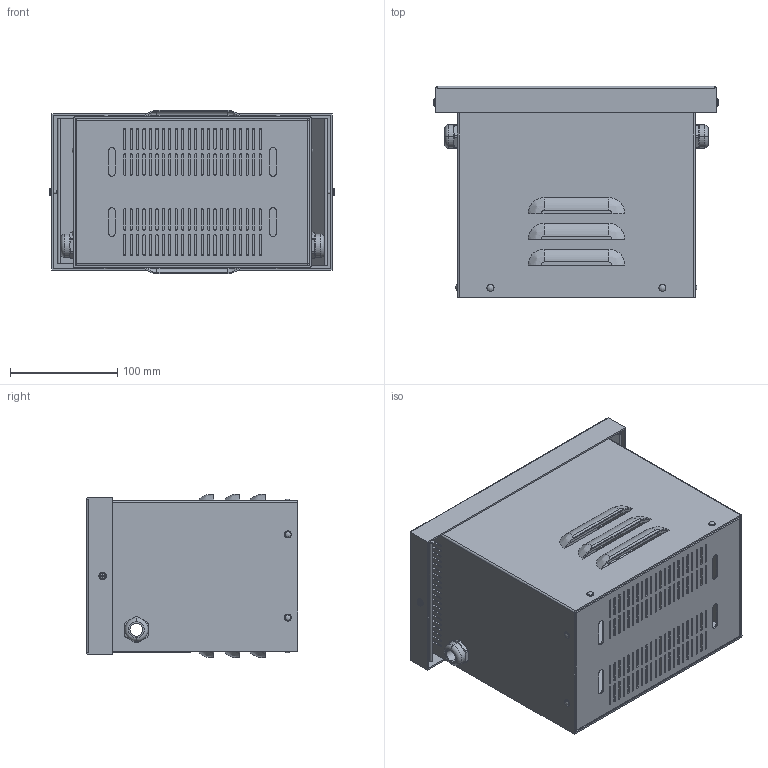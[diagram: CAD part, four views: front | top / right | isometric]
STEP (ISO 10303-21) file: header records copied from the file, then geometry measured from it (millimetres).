
FILE_DESCRIPTION(/* description */ (''),/* implementation_level */ '2;1');
FILE_NAME(/* name */ 'XMN02150623.stp',/* time_stamp */ '2022-10-27T13:51:08+02:00',/* author */ ('velazquez'),/* organization */ (''),/* preprocessor_version */ 'ST-DEVELOPER v19.2',/* originating_system */ 'Autodesk Inventor 2023',/* authorisation */ '');
FILE_SCHEMA (('AUTOMOTIVE_DESIGN { 1 0 10303 214 3 1 1 }'));
Length unit declared in the file: millimetre
Products named in the file (8): XMN02150623; CUERPO CAJA 1-2KVA NACIONAL; BASE CAJA 1-2KVA NACIONAL; TAPA SUPERIOR CAJA 1-2KVA NACIONAL; IFI 521 - 41, TPHSSPMBR; PLACA CARACTERISTICAS; ISO 7045 - M3,5 x 5 - 4.8 - H; 1411173
Assembly tree (16 placements, depth 2):
  XMN02150623
    CUERPO CAJA 1-2KVA NACIONAL
    BASE CAJA 1-2KVA NACIONAL
    TAPA SUPERIOR CAJA 1-2KVA NACIONAL
    IFI 521 - 41, TPHSSPMBR  x8
    PLACA CARACTERISTICAS
    ISO 7045 - M3,5 x 5 - 4.8 - H  x2
    1411173  x2
Bounding box: 266.14 x 196.5 x 152 mm (x, y, z)
Volume: 410033.1 mm3; surface area: 529007.1 mm2
Topology: 16 solids, 16 shells, 1025 faces, 2758 edges, 1769 vertices
Faces by surface type: plane 479, cylinder 416, cone 52, bspline 40, torus 28, sphere 10
Full cylindrical faces by diameter (mm): 3 x4, 3.175 x2, 3.2 x8, 3.5 x2, 4 x24, 18 x2
Entity records: 31219 total; most frequent: CARTESIAN_POINT 6170, DIRECTION 4999, ORIENTED_EDGE 4902, EDGE_CURVE 2451, AXIS2_PLACEMENT_3D 1734, VERTEX_POINT 1577, LINE 1531, VECTOR 1531
